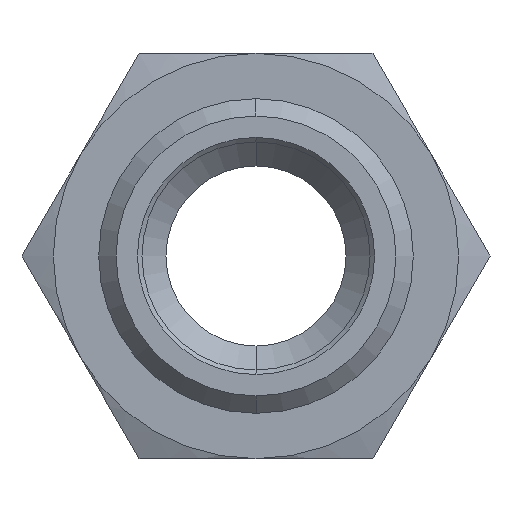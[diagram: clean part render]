
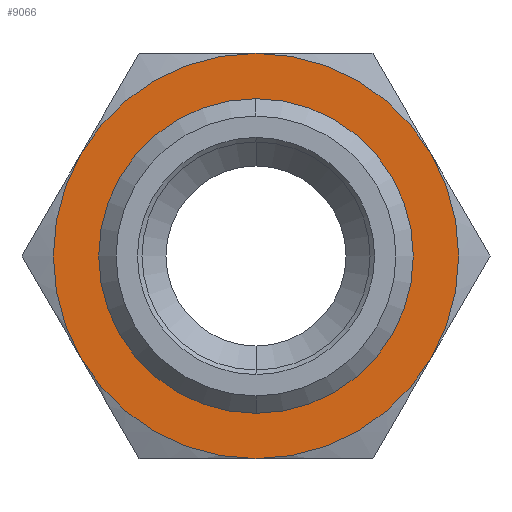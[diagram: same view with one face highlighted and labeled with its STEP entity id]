
A CAD part, left-side view. The second image highlights one B-rep face of the part: STEP entity #9066.
In plain terms, the highlighted planar face has unit normal (-1, 0, 0).
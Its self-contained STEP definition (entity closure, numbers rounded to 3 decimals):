
#31 = VERTEX_POINT ( 'NONE', #3770 ) ;
#217 = EDGE_CURVE ( 'NONE', #5261, #5440, #5634, .T. ) ;
#254 = DIRECTION ( 'NONE',  ( 0., 0., 1. ) ) ;
#369 = AXIS2_PLACEMENT_3D ( 'NONE', #8626, #5360, #8684 ) ;
#743 = AXIS2_PLACEMENT_3D ( 'NONE', #7681, #4725, #254 ) ;
#817 = DIRECTION ( 'NONE',  ( 0., 0., 1. ) ) ;
#846 = AXIS2_PLACEMENT_3D ( 'NONE', #8585, #8828, #8782 ) ;
#859 = DIRECTION ( 'NONE',  ( 1., 0., 0. ) ) ;
#1129 = EDGE_CURVE ( 'NONE', #5404, #13362, #13040, .T. ) ;
#1323 = AXIS2_PLACEMENT_3D ( 'NONE', #5219, #5079, #2893 ) ;
#1581 = DIRECTION ( 'NONE',  ( -1., 0., 0. ) ) ;
#2881 = AXIS2_PLACEMENT_3D ( 'NONE', #13339, #12358, #10268 ) ;
#2893 = DIRECTION ( 'NONE',  ( 0., 0., 1. ) ) ;
#2928 = FACE_OUTER_BOUND ( 'NONE', #4827, .T. ) ;
#3123 = CIRCLE ( 'NONE', #5642, 9.324 ) ;
#3377 = CIRCLE ( 'NONE', #846, 13.5 ) ;
#3513 = EDGE_CURVE ( 'NONE', #12537, #5685, #11982, .T. ) ;
#3770 = CARTESIAN_POINT ( 'NONE',  ( -38., 0., 13.5 ) ) ;
#3772 = DIRECTION ( 'NONE',  ( 0., 0., 1. ) ) ;
#3793 = CARTESIAN_POINT ( 'NONE',  ( -38., 0., 0. ) ) ;
#3929 = CIRCLE ( 'NONE', #4910, 13.5 ) ;
#4096 = FACE_BOUND ( 'NONE', #10025, .T. ) ;
#4334 = CARTESIAN_POINT ( 'NONE',  ( -38., 0., -9.324 ) ) ;
#4425 = PLANE ( 'NONE',  #743 ) ;
#4429 = CARTESIAN_POINT ( 'NONE',  ( -38., -11.691, -6.75 ) ) ;
#4725 = DIRECTION ( 'NONE',  ( -1., 0., 0. ) ) ;
#4827 = EDGE_LOOP ( 'NONE', ( #5933, #10512, #9696, #12610, #11194, #6370 ) ) ;
#4910 = AXIS2_PLACEMENT_3D ( 'NONE', #3793, #6964, #10312 ) ;
#5079 = DIRECTION ( 'NONE',  ( -1., 0., 0. ) ) ;
#5219 = CARTESIAN_POINT ( 'NONE',  ( -38., 0., 0. ) ) ;
#5261 = VERTEX_POINT ( 'NONE', #13664 ) ;
#5360 = DIRECTION ( 'NONE',  ( -1., 0., 0. ) ) ;
#5404 = VERTEX_POINT ( 'NONE', #10415 ) ;
#5440 = VERTEX_POINT ( 'NONE', #6067 ) ;
#5634 = CIRCLE ( 'NONE', #369, 13.5 ) ;
#5642 = AXIS2_PLACEMENT_3D ( 'NONE', #10504, #859, #817 ) ;
#5680 = CIRCLE ( 'NONE', #10422, 13.5 ) ;
#5685 = VERTEX_POINT ( 'NONE', #4334 ) ;
#5933 = ORIENTED_EDGE ( 'NONE', *, *, #7313, .T. ) ;
#5961 = CARTESIAN_POINT ( 'NONE',  ( -38., 0., 0. ) ) ;
#6067 = CARTESIAN_POINT ( 'NONE',  ( -38., 11.691, -6.75 ) ) ;
#6370 = ORIENTED_EDGE ( 'NONE', *, *, #13652, .T. ) ;
#6964 = DIRECTION ( 'NONE',  ( -1., 0., 0. ) ) ;
#6983 = CARTESIAN_POINT ( 'NONE',  ( -38., -11.691, 6.75 ) ) ;
#7313 = EDGE_CURVE ( 'NONE', #9300, #31, #3929, .T. ) ;
#7681 = CARTESIAN_POINT ( 'NONE',  ( -38., 20.18, 0. ) ) ;
#7829 = EDGE_CURVE ( 'NONE', #5685, #12537, #3123, .T. ) ;
#8585 = CARTESIAN_POINT ( 'NONE',  ( -38., 0., 0. ) ) ;
#8626 = CARTESIAN_POINT ( 'NONE',  ( -38., 0., 0. ) ) ;
#8684 = DIRECTION ( 'NONE',  ( 0., 0., 1. ) ) ;
#8782 = DIRECTION ( 'NONE',  ( 0., 0., 1. ) ) ;
#8828 = DIRECTION ( 'NONE',  ( -1., 0., 0. ) ) ;
#9066 = ADVANCED_FACE ( 'NONE', ( #4096, #2928 ), #4425, .T. ) ;
#9076 = ORIENTED_EDGE ( 'NONE', *, *, #7829, .T. ) ;
#9089 = ORIENTED_EDGE ( 'NONE', *, *, #3513, .T. ) ;
#9300 = VERTEX_POINT ( 'NONE', #6983 ) ;
#9308 = CARTESIAN_POINT ( 'NONE',  ( -38., 0., 9.324 ) ) ;
#9696 = ORIENTED_EDGE ( 'NONE', *, *, #217, .T. ) ;
#10025 = EDGE_LOOP ( 'NONE', ( #9089, #9076 ) ) ;
#10268 = DIRECTION ( 'NONE',  ( 0., 0., 1. ) ) ;
#10312 = DIRECTION ( 'NONE',  ( 0., 0., 1. ) ) ;
#10347 = DIRECTION ( 'NONE',  ( 0., 0., 1. ) ) ;
#10415 = CARTESIAN_POINT ( 'NONE',  ( -38., 0., -13.5 ) ) ;
#10422 = AXIS2_PLACEMENT_3D ( 'NONE', #11312, #1581, #3772 ) ;
#10504 = CARTESIAN_POINT ( 'NONE',  ( -38., 0., 0. ) ) ;
#10512 = ORIENTED_EDGE ( 'NONE', *, *, #10598, .T. ) ;
#10598 = EDGE_CURVE ( 'NONE', #31, #5261, #3377, .T. ) ;
#10690 = CIRCLE ( 'NONE', #1323, 13.5 ) ;
#11143 = EDGE_CURVE ( 'NONE', #5440, #5404, #10690, .T. ) ;
#11194 = ORIENTED_EDGE ( 'NONE', *, *, #1129, .T. ) ;
#11312 = CARTESIAN_POINT ( 'NONE',  ( -38., 0., 0. ) ) ;
#11799 = AXIS2_PLACEMENT_3D ( 'NONE', #5961, #12442, #10347 ) ;
#11982 = CIRCLE ( 'NONE', #11799, 9.324 ) ;
#12358 = DIRECTION ( 'NONE',  ( -1., 0., 0. ) ) ;
#12442 = DIRECTION ( 'NONE',  ( 1., 0., 0. ) ) ;
#12537 = VERTEX_POINT ( 'NONE', #9308 ) ;
#12610 = ORIENTED_EDGE ( 'NONE', *, *, #11143, .T. ) ;
#13040 = CIRCLE ( 'NONE', #2881, 13.5 ) ;
#13339 = CARTESIAN_POINT ( 'NONE',  ( -38., 0., 0. ) ) ;
#13362 = VERTEX_POINT ( 'NONE', #4429 ) ;
#13652 = EDGE_CURVE ( 'NONE', #13362, #9300, #5680, .T. ) ;
#13664 = CARTESIAN_POINT ( 'NONE',  ( -38., 11.691, 6.75 ) ) ;
